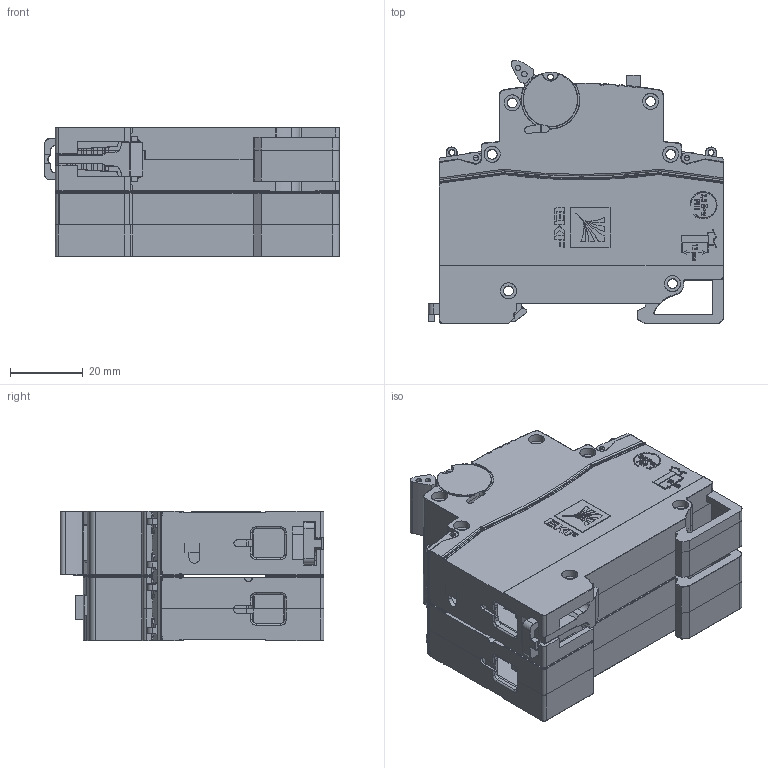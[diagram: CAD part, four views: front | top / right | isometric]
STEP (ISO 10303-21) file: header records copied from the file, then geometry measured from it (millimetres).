
FILE_DESCRIPTION (( 'STEP AP203' ), '1' );
FILE_NAME ('Äèôô. àâòîìàò ÀÄ-32 1P+N 6...63À Â(Ñ) 10...300ìÀ òèï À(ÀÑ) ýë. 4,5...6êÀ EKF PROxima (DA32-6-6...63-10...300-a(ac)-pro).STEP', '2023-01-12T13:03:32', ( '' ), ( '' ), 'SwSTEP 2.0', 'SolidWorks 2021', '' );
FILE_SCHEMA (( 'CONFIG_CONTROL_DESIGN' ));
Products named in the file (1): Äèôô. àâòîìàò ÀÄ-32 1P+N 6...63À Â(Ñ) 10...300ìÀ òèï À(ÀÑ) ýë. 4,5...6êÀ EKF PROxima (DA32-6-6...63-10...300-a(ac)-pro)
Bounding box: 81.03 x 72.34 x 35.6 mm (x, y, z)
Surface area: 64662 mm2 (no closed solid volume)
Topology: 0 solids, 18 shells, 4397 faces, 11797 edges, 7508 vertices
Faces by surface type: plane 2461, cylinder 1285, torus 333, bspline 169, cone 93, sphere 56
Entity records: 162438 total; most frequent: CARTESIAN_POINT 58675, ORIENTED_EDGE 23515, DIRECTION 18482, EDGE_CURVE 11764, VERTEX_POINT 7506, LINE 7082, VECTOR 7082, AXIS2_PLACEMENT_3D 5700
